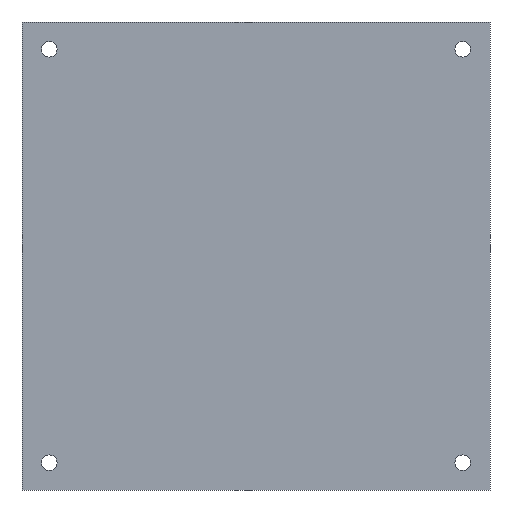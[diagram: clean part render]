
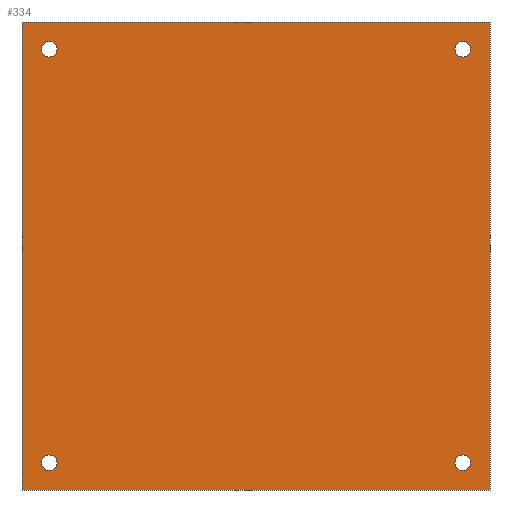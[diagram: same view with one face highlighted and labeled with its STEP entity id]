
A CAD part, front view. The second image highlights one B-rep face of the part: STEP entity #334.
In plain terms, the highlighted planar face has unit normal (0, -1, 0).
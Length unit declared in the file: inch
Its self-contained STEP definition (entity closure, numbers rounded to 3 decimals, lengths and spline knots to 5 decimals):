
#3 = ORIENTED_EDGE ( 'NONE', *, *, #149, .T. ) ;
#5 = CIRCLE ( 'NONE', #12, 0.25 ) ;
#7 = CARTESIAN_POINT ( 'NONE',  ( 7.5, 0., 7.5 ) ) ;
#12 = AXIS2_PLACEMENT_3D ( 'NONE', #388, #350, #348 ) ;
#19 = EDGE_LOOP ( 'NONE', ( #391, #368 ) ) ;
#24 = DIRECTION ( 'NONE',  ( 0., 0., -1. ) ) ;
#27 = CARTESIAN_POINT ( 'NONE',  ( -7.5, 0., -7.5 ) ) ;
#29 = FACE_OUTER_BOUND ( 'NONE', #241, .T. ) ;
#31 = CARTESIAN_POINT ( 'NONE',  ( -6.625, 0., -6.625 ) ) ;
#51 = CARTESIAN_POINT ( 'NONE',  ( 6.625, 0., -6.625 ) ) ;
#56 = VERTEX_POINT ( 'NONE', #266 ) ;
#64 = CARTESIAN_POINT ( 'NONE',  ( -7.5, 0., 7.5 ) ) ;
#66 = CARTESIAN_POINT ( 'NONE',  ( -6.625, 0., -6.625 ) ) ;
#68 = DIRECTION ( 'NONE',  ( 0., 0., 1. ) ) ;
#75 = EDGE_CURVE ( 'NONE', #332, #154, #255, .T. ) ;
#76 = DIRECTION ( 'NONE',  ( 0., 0., 1. ) ) ;
#85 = DIRECTION ( 'NONE',  ( 0., 1., 0. ) ) ;
#87 = DIRECTION ( 'NONE',  ( 0., 0., 1. ) ) ;
#90 = EDGE_CURVE ( 'NONE', #459, #380, #5, .T. ) ;
#91 = CARTESIAN_POINT ( 'NONE',  ( -7.5, 0., -7.5 ) ) ;
#98 = ORIENTED_EDGE ( 'NONE', *, *, #75, .T. ) ;
#106 = ORIENTED_EDGE ( 'NONE', *, *, #210, .T. ) ;
#116 = CARTESIAN_POINT ( 'NONE',  ( 6.625, 0., 6.625 ) ) ;
#120 = VECTOR ( 'NONE', #218, 39.37008 ) ;
#124 = DIRECTION ( 'NONE',  ( 0., 0., 1. ) ) ;
#127 = CIRCLE ( 'NONE', #502, 0.25 ) ;
#134 = EDGE_CURVE ( 'NONE', #516, #341, #411, .T. ) ;
#137 = FACE_BOUND ( 'NONE', #19, .T. ) ;
#138 = ORIENTED_EDGE ( 'NONE', *, *, #90, .T. ) ;
#149 = EDGE_CURVE ( 'NONE', #154, #332, #323, .T. ) ;
#152 = EDGE_CURVE ( 'NONE', #56, #430, #396, .T. ) ;
#154 = VERTEX_POINT ( 'NONE', #525 ) ;
#155 = VERTEX_POINT ( 'NONE', #276 ) ;
#174 = VERTEX_POINT ( 'NONE', #533 ) ;
#187 = EDGE_LOOP ( 'NONE', ( #138, #499 ) ) ;
#188 = EDGE_CURVE ( 'NONE', #174, #439, #519, .T. ) ;
#196 = ORIENTED_EDGE ( 'NONE', *, *, #188, .T. ) ;
#201 = VECTOR ( 'NONE', #336, 39.37008 ) ;
#207 = DIRECTION ( 'NONE',  ( 0., 0., 1. ) ) ;
#208 = CARTESIAN_POINT ( 'NONE',  ( 7.5, 0., -7.5 ) ) ;
#210 = EDGE_CURVE ( 'NONE', #439, #357, #313, .T. ) ;
#218 = DIRECTION ( 'NONE',  ( 1., 0., 0. ) ) ;
#225 = CARTESIAN_POINT ( 'NONE',  ( 6.625, 0., 6.375 ) ) ;
#229 = CARTESIAN_POINT ( 'NONE',  ( 6.625, 0., -6.625 ) ) ;
#232 = EDGE_CURVE ( 'NONE', #341, #516, #127, .T. ) ;
#236 = DIRECTION ( 'NONE',  ( 0., 0., 1. ) ) ;
#237 = EDGE_CURVE ( 'NONE', #380, #459, #328, .T. ) ;
#241 = EDGE_LOOP ( 'NONE', ( #196, #106, #488, #452 ) ) ;
#246 = CARTESIAN_POINT ( 'NONE',  ( 6.625, 0., 6.625 ) ) ;
#255 = CIRCLE ( 'NONE', #273, 0.25 ) ;
#262 = FACE_BOUND ( 'NONE', #280, .T. ) ;
#266 = CARTESIAN_POINT ( 'NONE',  ( 6.625, 0., -6.875 ) ) ;
#269 = ORIENTED_EDGE ( 'NONE', *, *, #152, .T. ) ;
#273 = AXIS2_PLACEMENT_3D ( 'NONE', #66, #420, #68 ) ;
#276 = CARTESIAN_POINT ( 'NONE',  ( -7.5, 0., -7.5 ) ) ;
#280 = EDGE_LOOP ( 'NONE', ( #472, #269 ) ) ;
#285 = DIRECTION ( 'NONE',  ( 0., 0., 1. ) ) ;
#291 = CARTESIAN_POINT ( 'NONE',  ( -6.625, 0., 6.875 ) ) ;
#295 = LINE ( 'NONE', #501, #120 ) ;
#296 = VECTOR ( 'NONE', #440, 39.37008 ) ;
#310 = CARTESIAN_POINT ( 'NONE',  ( 6.625, 0., 6.875 ) ) ;
#313 = LINE ( 'NONE', #442, #296 ) ;
#315 = CARTESIAN_POINT ( 'NONE',  ( -6.625, 0., 6.375 ) ) ;
#318 = PLANE ( 'NONE',  #489 ) ;
#319 = DIRECTION ( 'NONE',  ( 0., 1., 0. ) ) ;
#323 = CIRCLE ( 'NONE', #470, 0.25 ) ;
#328 = CIRCLE ( 'NONE', #478, 0.25 ) ;
#332 = VERTEX_POINT ( 'NONE', #476 ) ;
#334 = ADVANCED_FACE ( 'NONE', ( #29, #137, #262, #444, #339 ), #318, .T. ) ;
#336 = DIRECTION ( 'NONE',  ( 0., 0., -1. ) ) ;
#339 = FACE_BOUND ( 'NONE', #187, .T. ) ;
#341 = VERTEX_POINT ( 'NONE', #225 ) ;
#348 = DIRECTION ( 'NONE',  ( 0., 0., 1. ) ) ;
#350 = DIRECTION ( 'NONE',  ( 0., 1., 0. ) ) ;
#357 = VERTEX_POINT ( 'NONE', #64 ) ;
#363 = CARTESIAN_POINT ( 'NONE',  ( -6.625, 0., 6.625 ) ) ;
#366 = AXIS2_PLACEMENT_3D ( 'NONE', #116, #479, #236 ) ;
#368 = ORIENTED_EDGE ( 'NONE', *, *, #232, .T. ) ;
#380 = VERTEX_POINT ( 'NONE', #315 ) ;
#382 = AXIS2_PLACEMENT_3D ( 'NONE', #229, #421, #460 ) ;
#384 = VECTOR ( 'NONE', #124, 39.37008 ) ;
#388 = CARTESIAN_POINT ( 'NONE',  ( -6.625, 0., 6.625 ) ) ;
#391 = ORIENTED_EDGE ( 'NONE', *, *, #134, .T. ) ;
#395 = LINE ( 'NONE', #91, #201 ) ;
#396 = CIRCLE ( 'NONE', #382, 0.25 ) ;
#404 = DIRECTION ( 'NONE',  ( 0., 1., 0. ) ) ;
#405 = EDGE_LOOP ( 'NONE', ( #3, #98 ) ) ;
#406 = CARTESIAN_POINT ( 'NONE',  ( 6.625, 0., -6.375 ) ) ;
#411 = CIRCLE ( 'NONE', #366, 0.25 ) ;
#420 = DIRECTION ( 'NONE',  ( 0., 1., 0. ) ) ;
#421 = DIRECTION ( 'NONE',  ( 0., 1., 0. ) ) ;
#430 = VERTEX_POINT ( 'NONE', #406 ) ;
#435 = EDGE_CURVE ( 'NONE', #155, #174, #295, .T. ) ;
#439 = VERTEX_POINT ( 'NONE', #7 ) ;
#440 = DIRECTION ( 'NONE',  ( -1., 0., 0. ) ) ;
#442 = CARTESIAN_POINT ( 'NONE',  ( -7.5, 0., 7.5 ) ) ;
#444 = FACE_BOUND ( 'NONE', #405, .T. ) ;
#452 = ORIENTED_EDGE ( 'NONE', *, *, #435, .T. ) ;
#459 = VERTEX_POINT ( 'NONE', #291 ) ;
#460 = DIRECTION ( 'NONE',  ( 0., 0., 1. ) ) ;
#470 = AXIS2_PLACEMENT_3D ( 'NONE', #31, #319, #76 ) ;
#472 = ORIENTED_EDGE ( 'NONE', *, *, #524, .T. ) ;
#473 = EDGE_CURVE ( 'NONE', #357, #155, #395, .T. ) ;
#475 = CIRCLE ( 'NONE', #513, 0.25 ) ;
#476 = CARTESIAN_POINT ( 'NONE',  ( -6.625, 0., -6.875 ) ) ;
#478 = AXIS2_PLACEMENT_3D ( 'NONE', #363, #491, #285 ) ;
#479 = DIRECTION ( 'NONE',  ( 0., 1., 0. ) ) ;
#488 = ORIENTED_EDGE ( 'NONE', *, *, #473, .T. ) ;
#489 = AXIS2_PLACEMENT_3D ( 'NONE', #27, #523, #24 ) ;
#491 = DIRECTION ( 'NONE',  ( 0., 1., 0. ) ) ;
#499 = ORIENTED_EDGE ( 'NONE', *, *, #237, .T. ) ;
#501 = CARTESIAN_POINT ( 'NONE',  ( -7.5, 0., -7.5 ) ) ;
#502 = AXIS2_PLACEMENT_3D ( 'NONE', #246, #85, #207 ) ;
#513 = AXIS2_PLACEMENT_3D ( 'NONE', #51, #404, #87 ) ;
#516 = VERTEX_POINT ( 'NONE', #310 ) ;
#519 = LINE ( 'NONE', #208, #384 ) ;
#523 = DIRECTION ( 'NONE',  ( 0., -1., 0. ) ) ;
#524 = EDGE_CURVE ( 'NONE', #430, #56, #475, .T. ) ;
#525 = CARTESIAN_POINT ( 'NONE',  ( -6.625, 0., -6.375 ) ) ;
#533 = CARTESIAN_POINT ( 'NONE',  ( 7.5, 0., -7.5 ) ) ;
